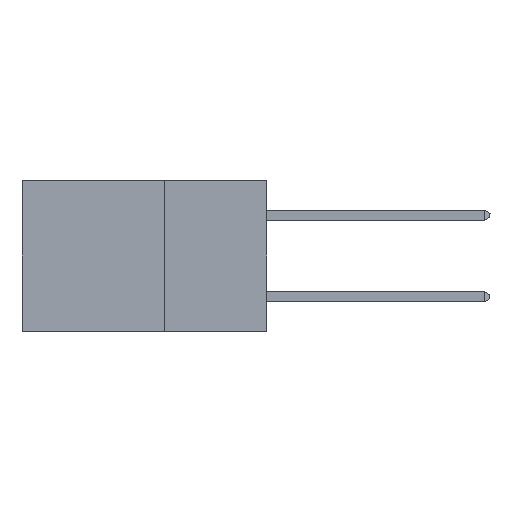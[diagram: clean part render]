
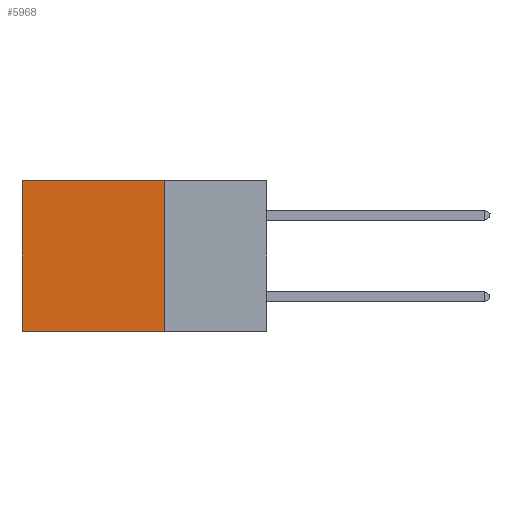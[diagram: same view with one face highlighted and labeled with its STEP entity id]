
A CAD part, left-side view. The second image highlights one B-rep face of the part: STEP entity #5968.
In plain terms, the highlighted planar face has unit normal (-1, 0, 0).
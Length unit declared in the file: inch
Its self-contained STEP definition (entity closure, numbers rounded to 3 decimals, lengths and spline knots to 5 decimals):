
#519 = ORIENTED_EDGE ( 'NONE', *, *, #4365, .F. ) ;
#1359 = CARTESIAN_POINT ( 'NONE',  ( 0.2875, 0.25, 0. ) ) ;
#1867 = LINE ( 'NONE', #7935, #13720 ) ;
#2337 = CARTESIAN_POINT ( 'NONE',  ( 0.2875, 0.6, 0. ) ) ;
#2839 = LINE ( 'NONE', #2337, #26246 ) ;
#2869 = VERTEX_POINT ( 'NONE', #25460 ) ;
#3793 = VECTOR ( 'NONE', #24712, 39.37008 ) ;
#3798 = DIRECTION ( 'NONE',  ( 1., 0., 0. ) ) ;
#4365 = EDGE_CURVE ( 'NONE', #13151, #2869, #1867, .T. ) ;
#5968 = ADVANCED_FACE ( 'NONE', ( #21508 ), #29341, .F. ) ;
#7325 = CARTESIAN_POINT ( 'NONE',  ( 0.2875, 0.25, 0. ) ) ;
#7935 = CARTESIAN_POINT ( 'NONE',  ( 0.2875, 0.25, -0.37 ) ) ;
#8470 = CARTESIAN_POINT ( 'NONE',  ( 0.2875, 0.25, 0. ) ) ;
#10346 = DIRECTION ( 'NONE',  ( 0., 1., 0. ) ) ;
#13151 = VERTEX_POINT ( 'NONE', #30052 ) ;
#13720 = VECTOR ( 'NONE', #10346, 39.37008 ) ;
#16074 = VERTEX_POINT ( 'NONE', #7325 ) ;
#16289 = LINE ( 'NONE', #1359, #3793 ) ;
#16886 = VECTOR ( 'NONE', #24795, 39.37008 ) ;
#17815 = CARTESIAN_POINT ( 'NONE',  ( 0.2875, 0.25, 0. ) ) ;
#18714 = AXIS2_PLACEMENT_3D ( 'NONE', #17815, #3798, #20156 ) ;
#18721 = ORIENTED_EDGE ( 'NONE', *, *, #20357, .T. ) ;
#19376 = EDGE_CURVE ( 'NONE', #16074, #13151, #22348, .T. ) ;
#20156 = DIRECTION ( 'NONE',  ( 0., 0., -1. ) ) ;
#20326 = CARTESIAN_POINT ( 'NONE',  ( 0.2875, 0.6, 0. ) ) ;
#20357 = EDGE_CURVE ( 'NONE', #21891, #2869, #2839, .T. ) ;
#21508 = FACE_OUTER_BOUND ( 'NONE', #30244, .T. ) ;
#21619 = ORIENTED_EDGE ( 'NONE', *, *, #24890, .T. ) ;
#21891 = VERTEX_POINT ( 'NONE', #20326 ) ;
#21928 = ORIENTED_EDGE ( 'NONE', *, *, #19376, .F. ) ;
#22348 = LINE ( 'NONE', #8470, #16886 ) ;
#24712 = DIRECTION ( 'NONE',  ( 0., 1., 0. ) ) ;
#24795 = DIRECTION ( 'NONE',  ( 0., 0., -1. ) ) ;
#24890 = EDGE_CURVE ( 'NONE', #16074, #21891, #16289, .T. ) ;
#25460 = CARTESIAN_POINT ( 'NONE',  ( 0.2875, 0.6, -0.37 ) ) ;
#26246 = VECTOR ( 'NONE', #28053, 39.37008 ) ;
#28053 = DIRECTION ( 'NONE',  ( 0., 0., -1. ) ) ;
#29341 = PLANE ( 'NONE',  #18714 ) ;
#30052 = CARTESIAN_POINT ( 'NONE',  ( 0.2875, 0.25, -0.37 ) ) ;
#30244 = EDGE_LOOP ( 'NONE', ( #18721, #519, #21928, #21619 ) ) ;
